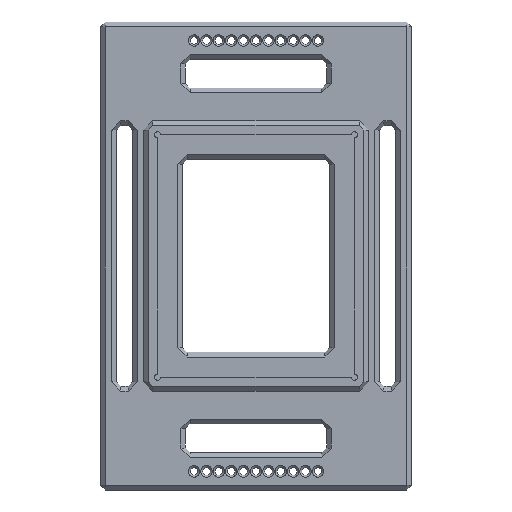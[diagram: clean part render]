
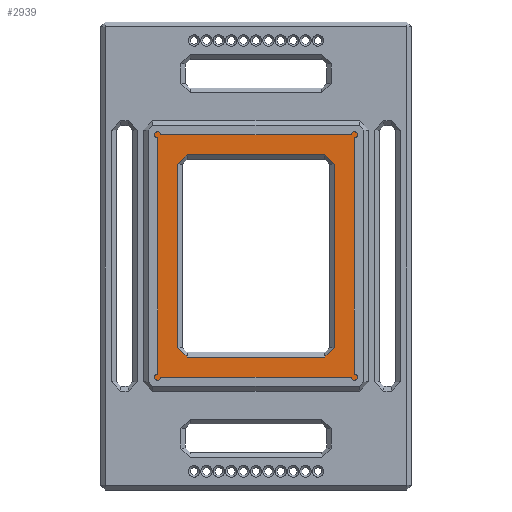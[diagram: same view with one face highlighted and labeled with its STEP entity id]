
A CAD part, top view. The second image highlights one B-rep face of the part: STEP entity #2939.
In plain terms, the highlighted planar face has unit normal (0, 0, 1).
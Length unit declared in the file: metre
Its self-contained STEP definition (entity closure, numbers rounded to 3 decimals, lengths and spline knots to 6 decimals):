
#126=LINE('',#4431,#418);
#127=LINE('',#4435,#419);
#128=LINE('',#4439,#420);
#129=LINE('',#4443,#421);
#130=LINE('',#4444,#422);
#131=LINE('',#4447,#423);
#132=LINE('',#4449,#424);
#133=LINE('',#4451,#425);
#134=LINE('',#4453,#426);
#135=LINE('',#4455,#427);
#136=LINE('',#4457,#428);
#137=LINE('',#4459,#429);
#418=VECTOR('',#3523,1.);
#419=VECTOR('',#3526,1.);
#420=VECTOR('',#3529,1.);
#421=VECTOR('',#3532,1.);
#422=VECTOR('',#3533,1.);
#423=VECTOR('',#3534,1.);
#424=VECTOR('',#3535,1.);
#425=VECTOR('',#3536,1.);
#426=VECTOR('',#3537,1.);
#427=VECTOR('',#3538,1.);
#428=VECTOR('',#3539,1.);
#429=VECTOR('',#3540,1.);
#732=ORIENTED_EDGE('',*,*,#1508,.T.);
#733=ORIENTED_EDGE('',*,*,#1509,.T.);
#734=ORIENTED_EDGE('',*,*,#1510,.T.);
#735=ORIENTED_EDGE('',*,*,#1511,.F.);
#736=ORIENTED_EDGE('',*,*,#1512,.T.);
#737=ORIENTED_EDGE('',*,*,#1513,.F.);
#738=ORIENTED_EDGE('',*,*,#1514,.T.);
#739=ORIENTED_EDGE('',*,*,#1515,.T.);
#740=ORIENTED_EDGE('',*,*,#1516,.F.);
#741=ORIENTED_EDGE('',*,*,#1517,.T.);
#742=ORIENTED_EDGE('',*,*,#1518,.F.);
#743=ORIENTED_EDGE('',*,*,#1519,.T.);
#744=ORIENTED_EDGE('',*,*,#1520,.F.);
#745=ORIENTED_EDGE('',*,*,#1521,.T.);
#746=ORIENTED_EDGE('',*,*,#1522,.F.);
#747=ORIENTED_EDGE('',*,*,#1523,.T.);
#1508=EDGE_CURVE('',#1896,#1897,#2120,.T.);
#1509=EDGE_CURVE('',#1897,#1898,#126,.T.);
#1510=EDGE_CURVE('',#1898,#1899,#2121,.T.);
#1511=EDGE_CURVE('',#1900,#1899,#127,.T.);
#1512=EDGE_CURVE('',#1900,#1901,#2122,.T.);
#1513=EDGE_CURVE('',#1902,#1901,#128,.T.);
#1514=EDGE_CURVE('',#1902,#1903,#2123,.T.);
#1515=EDGE_CURVE('',#1903,#1896,#129,.T.);
#1516=EDGE_CURVE('',#1904,#1905,#130,.T.);
#1517=EDGE_CURVE('',#1904,#1906,#131,.T.);
#1518=EDGE_CURVE('',#1907,#1906,#132,.T.);
#1519=EDGE_CURVE('',#1907,#1908,#133,.T.);
#1520=EDGE_CURVE('',#1909,#1908,#134,.T.);
#1521=EDGE_CURVE('',#1909,#1910,#135,.T.);
#1522=EDGE_CURVE('',#1911,#1910,#136,.T.);
#1523=EDGE_CURVE('',#1911,#1905,#137,.T.);
#1896=VERTEX_POINT('',#4429);
#1897=VERTEX_POINT('',#4430);
#1898=VERTEX_POINT('',#4432);
#1899=VERTEX_POINT('',#4434);
#1900=VERTEX_POINT('',#4436);
#1901=VERTEX_POINT('',#4438);
#1902=VERTEX_POINT('',#4440);
#1903=VERTEX_POINT('',#4442);
#1904=VERTEX_POINT('',#4445);
#1905=VERTEX_POINT('',#4446);
#1906=VERTEX_POINT('',#4448);
#1907=VERTEX_POINT('',#4450);
#1908=VERTEX_POINT('',#4452);
#1909=VERTEX_POINT('',#4454);
#1910=VERTEX_POINT('',#4456);
#1911=VERTEX_POINT('',#4458);
#2120=CIRCLE('',#3165,0.001);
#2121=CIRCLE('',#3166,0.001);
#2122=CIRCLE('',#3167,0.001);
#2123=CIRCLE('',#3168,0.001);
#2222=EDGE_LOOP('',(#732,#733,#734,#735,#736,#737,#738,#739));
#2223=EDGE_LOOP('',(#740,#741,#742,#743,#744,#745,#746,#747));
#2534=FACE_BOUND('',#2222,.T.);
#2535=FACE_BOUND('',#2223,.T.);
#2819=PLANE('',#3164);
#2939=ADVANCED_FACE('',(#2534,#2535),#2819,.T.);
#3164=AXIS2_PLACEMENT_3D('',#4427,#3519,#3520);
#3165=AXIS2_PLACEMENT_3D('',#4428,#3521,#3522);
#3166=AXIS2_PLACEMENT_3D('',#4433,#3524,#3525);
#3167=AXIS2_PLACEMENT_3D('',#4437,#3527,#3528);
#3168=AXIS2_PLACEMENT_3D('',#4441,#3530,#3531);
#3519=DIRECTION('',(0.,0.,1.));
#3520=DIRECTION('',(1.,0.,0.));
#3521=DIRECTION('',(0.,0.,1.));
#3522=DIRECTION('',(1.,0.,0.));
#3523=DIRECTION('',(-1.,0.,0.));
#3524=DIRECTION('',(0.,0.,1.));
#3525=DIRECTION('',(1.,0.,0.));
#3526=DIRECTION('',(0.,1.,0.));
#3527=DIRECTION('',(0.,0.,1.));
#3528=DIRECTION('',(1.,0.,0.));
#3529=DIRECTION('',(-1.,0.,0.));
#3530=DIRECTION('',(0.,0.,1.));
#3531=DIRECTION('',(1.,0.,0.));
#3532=DIRECTION('',(0.,1.,0.));
#3533=DIRECTION('',(0.707,0.707,0.));
#3534=DIRECTION('',(-1.,0.,0.));
#3535=DIRECTION('',(0.707,-0.707,0.));
#3536=DIRECTION('',(0.,1.,0.));
#3537=DIRECTION('',(-0.707,-0.707,0.));
#3538=DIRECTION('',(1.,0.,0.));
#3539=DIRECTION('',(-0.707,0.707,0.));
#3540=DIRECTION('',(0.,-1.,0.));
#4427=CARTESIAN_POINT('',(0.,0.,0.005));
#4428=CARTESIAN_POINT('',(0.03175,0.0391,0.005));
#4429=CARTESIAN_POINT('',(0.03175,0.0381,0.005));
#4430=CARTESIAN_POINT('',(0.03075,0.0391,0.005));
#4431=CARTESIAN_POINT('',(0.,0.0391,0.005));
#4432=CARTESIAN_POINT('',(-0.03075,0.0391,0.005));
#4433=CARTESIAN_POINT('',(-0.03175,0.0391,0.005));
#4434=CARTESIAN_POINT('',(-0.03175,0.0381,0.005));
#4435=CARTESIAN_POINT('',(-0.03175,0.,0.005));
#4436=CARTESIAN_POINT('',(-0.03175,-0.0381,0.005));
#4437=CARTESIAN_POINT('',(-0.03175,-0.0391,0.005));
#4438=CARTESIAN_POINT('',(-0.03075,-0.0391,0.005));
#4439=CARTESIAN_POINT('',(0.,-0.0391,0.005));
#4440=CARTESIAN_POINT('',(0.03075,-0.0391,0.005));
#4441=CARTESIAN_POINT('',(0.03175,-0.0391,0.005));
#4442=CARTESIAN_POINT('',(0.03175,-0.0381,0.005));
#4443=CARTESIAN_POINT('',(0.03175,0.,0.005));
#4444=CARTESIAN_POINT('',(0.027425,-0.027425,0.005));
#4445=CARTESIAN_POINT('',(0.02225,-0.0326,0.005));
#4446=CARTESIAN_POINT('',(0.02525,-0.0296,0.005));
#4447=CARTESIAN_POINT('',(0.,-0.0326,0.005));
#4448=CARTESIAN_POINT('',(-0.02225,-0.0326,0.005));
#4449=CARTESIAN_POINT('',(-0.027425,-0.027425,0.005));
#4450=CARTESIAN_POINT('',(-0.02525,-0.0296,0.005));
#4451=CARTESIAN_POINT('',(-0.02525,0.,0.005));
#4452=CARTESIAN_POINT('',(-0.02525,0.0296,0.005));
#4453=CARTESIAN_POINT('',(-0.027425,0.027425,0.005));
#4454=CARTESIAN_POINT('',(-0.02225,0.0326,0.005));
#4455=CARTESIAN_POINT('',(0.,0.0326,0.005));
#4456=CARTESIAN_POINT('',(0.02225,0.0326,0.005));
#4457=CARTESIAN_POINT('',(0.027425,0.027425,0.005));
#4458=CARTESIAN_POINT('',(0.02525,0.0296,0.005));
#4459=CARTESIAN_POINT('',(0.02525,-0.0311,0.005));
